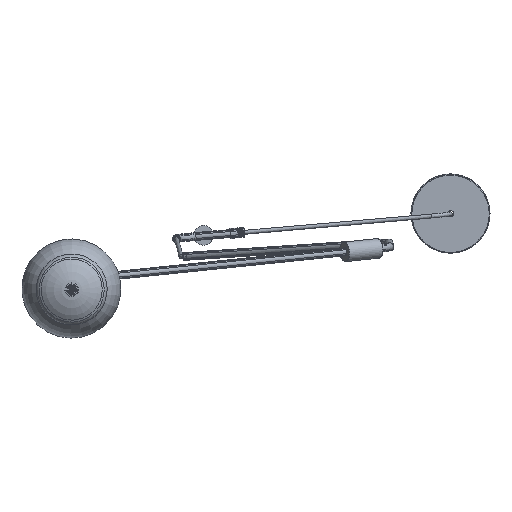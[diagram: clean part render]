
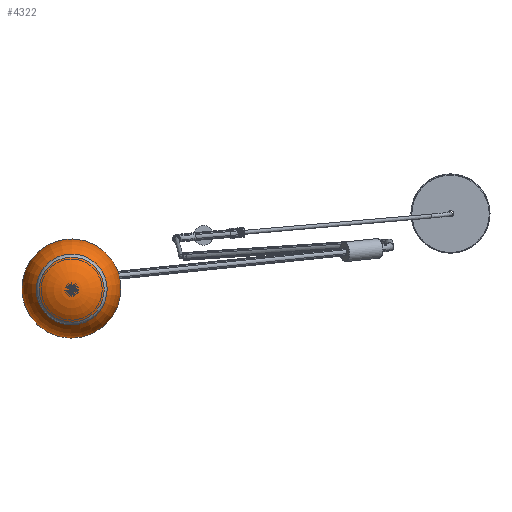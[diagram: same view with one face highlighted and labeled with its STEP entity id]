
A CAD part, front view. The second image highlights one B-rep face of the part: STEP entity #4322.
In plain terms, the highlighted toroidal (fillet/blend) face has major radius 1.458 mm and minor radius 64.382 mm.
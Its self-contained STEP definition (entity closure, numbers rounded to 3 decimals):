
#237 = VERTEX_POINT ( 'NONE', #7053 ) ;
#1080 = DIRECTION ( 'NONE',  ( 0., -1., 0. ) ) ;
#1806 = AXIS2_PLACEMENT_3D ( 'NONE', #13818, #6333, #2862 ) ;
#2862 = DIRECTION ( 'NONE',  ( 0., 0., -1. ) ) ;
#2962 = EDGE_CURVE ( 'NONE', #237, #237, #10618, .T. ) ;
#4138 = ORIENTED_EDGE ( 'NONE', *, *, #2962, .T. ) ;
#4322 = ADVANCED_FACE ( 'NONE', ( #5648 ), #8572, .T. ) ;
#4449 = CARTESIAN_POINT ( 'NONE',  ( 0., 3.509, -8. ) ) ;
#5648 = FACE_OUTER_BOUND ( 'NONE', #12696, .T. ) ;
#6333 = DIRECTION ( 'NONE',  ( 0., -1., 0. ) ) ;
#7053 = CARTESIAN_POINT ( 'NONE',  ( 0., 3.509, -49.168 ) ) ;
#7259 = AXIS2_PLACEMENT_3D ( 'NONE', #4449, #1080, #10902 ) ;
#8572 = TOROIDAL_SURFACE ( 'NONE', #1806, 1.458, 64.382 ) ;
#10618 = CIRCLE ( 'NONE', #7259, 41.168 ) ;
#10902 = DIRECTION ( 'NONE',  ( 0., 0., -1. ) ) ;
#12696 = EDGE_LOOP ( 'NONE', ( #4138 ) ) ;
#13818 = CARTESIAN_POINT ( 'NONE',  ( 0., 54.185, -8. ) ) ;
